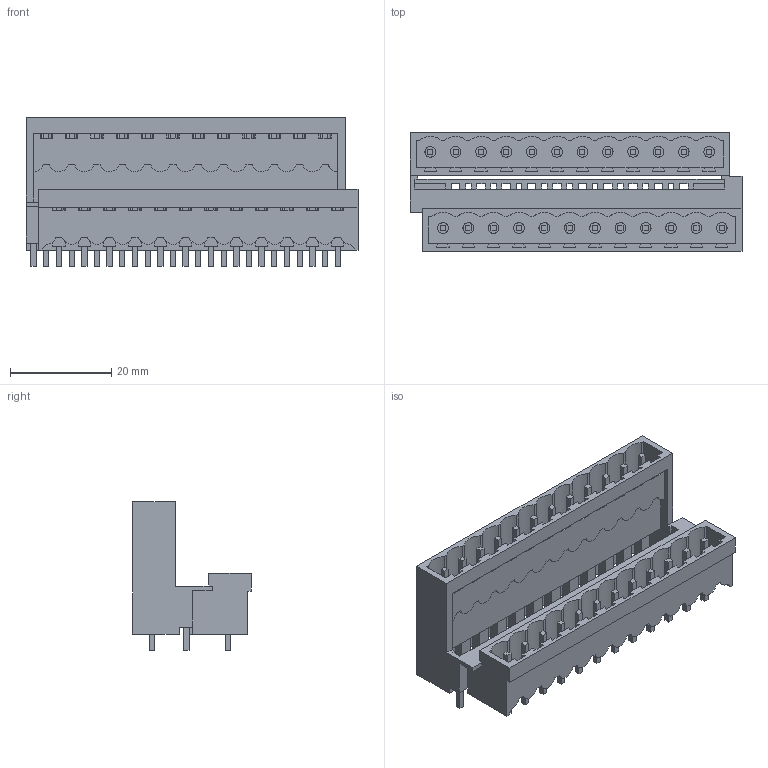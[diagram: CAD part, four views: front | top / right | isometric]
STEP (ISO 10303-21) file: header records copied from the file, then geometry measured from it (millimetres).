
FILE_DESCRIPTION(('CATIA V5 STEP Exchange','CAx-IF Rec.Pracs.--- Model Styling and Organization---1.2---2011-12-15'),'2;1');
FILE_NAME ('D1458963_0_1911500000_1911500000.stp','2018-03-29T10:27:25+00:00',('none'),('Weidmueller'),'CATIA Version 5-6 Release 2014','CATIA V5 STEP AP214','none');
FILE_SCHEMA(('AUTOMOTIVE_DESIGN { 1 0 10303 214 1 1 1 1 }'));
Length unit declared in the file: millimetre
Products named in the file (1): 1911500000
Bounding box: 65.5 x 23.43 x 29.36 mm (x, y, z)
Volume: 10317.4 mm3; surface area: 17311.6 mm2
Topology: 27 solids, 27 shells, 923 faces, 3083 edges, 2165 vertices
Faces by surface type: plane 825, cylinder 96, extrusion 2
Entity records: 33232 total; most frequent: ORIENTED_EDGE 6166, CARTESIAN_POINT 6099, DIRECTION 4396, EDGE_CURVE 3083, VECTOR 2639, LINE 2637, VERTEX_POINT 2165, AXIS2_PLACEMENT_3D 1088
